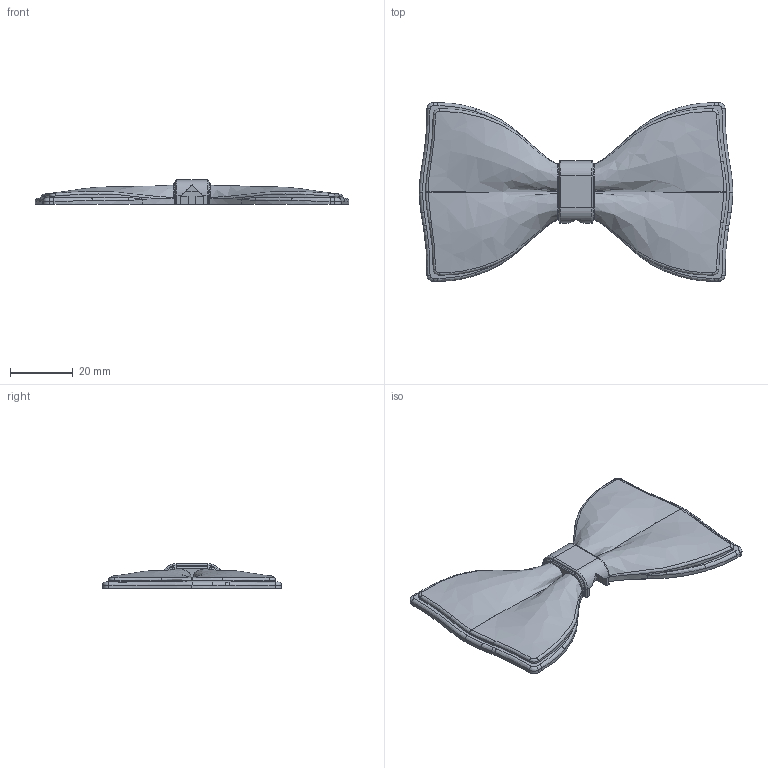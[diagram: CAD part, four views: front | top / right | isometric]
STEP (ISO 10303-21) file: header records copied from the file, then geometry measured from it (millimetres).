
FILE_DESCRIPTION (( 'STEP AP203' ), '1' );
FILE_NAME ('P36_Bow_Tie_Default.step', '2020-03-06T13:30:49', ( '' ), ( '' ), 'SwSTEP 2.0', 'SolidWorks 2018', '' );
FILE_SCHEMA (( 'CONFIG_CONTROL_DESIGN' ));
Length unit declared in the file: millimetre
Products named in the file (1): P36_Bow_Tie_Default
Bounding box: 100 x 57 x 7.87 mm (x, y, z)
Volume: 17149.8 mm3; surface area: 17569.1 mm2
Topology: 3 solids, 3 shells, 237 faces, 641 edges, 398 vertices
Faces by surface type: bspline 122, plane 59, cylinder 44, torus 12
Entity records: 14608 total; most frequent: CARTESIAN_POINT 9629, ORIENTED_EDGE 1262, DIRECTION 693, EDGE_CURVE 631, VERTEX_POINT 398, B_SPLINE_CURVE_WITH_KNOTS 318, AXIS2_PLACEMENT_3D 266, ADVANCED_FACE 237
